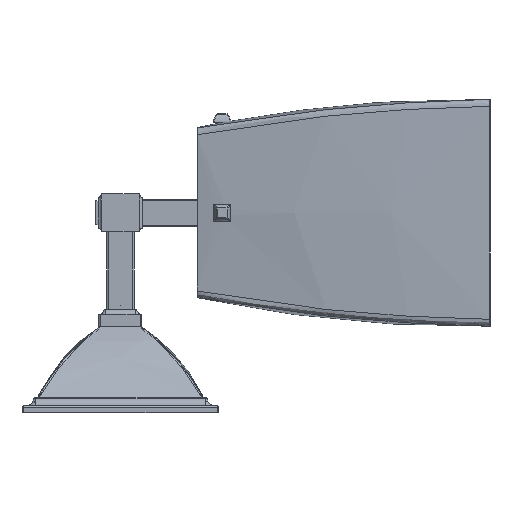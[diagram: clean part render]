
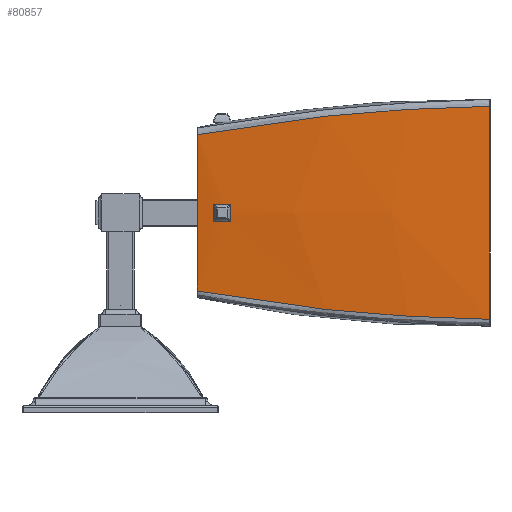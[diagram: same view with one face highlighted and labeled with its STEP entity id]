
A CAD part, left-side view. The second image highlights one B-rep face of the part: STEP entity #80857.
In plain terms, the highlighted free-form (B-spline) face has degree [3, 3] with [5, 4] control points.
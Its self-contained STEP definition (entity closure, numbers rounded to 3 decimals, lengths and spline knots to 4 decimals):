
#79689=CARTESIAN_POINT('',(-7.8855,-1.754,
2.7799));
#79890=CARTESIAN_POINT('',(-8.5355,-8.447,
7.0007));
#79912=CARTESIAN_POINT('',(-8.5355,-8.447,
2.1333));
#80036=CARTESIAN_POINT('',(-7.8855,-1.754,
6.3541));
#80037=CARTESIAN_POINT('',(-7.9622,-2.1829,
6.4325));
#80038=CARTESIAN_POINT('',(-8.1029,-3.0515,
6.5756));
#80039=CARTESIAN_POINT('',(-8.2764,-4.3931,
6.75));
#80040=CARTESIAN_POINT('',(-8.4076,-5.7422,
6.8802));
#80041=CARTESIAN_POINT('',(-8.4969,-7.1047,
6.9667));
#80042=CARTESIAN_POINT('',(-8.5273,-8.0008,
6.9942));
#80043=CARTESIAN_POINT('',(-8.5355,-8.447,
7.0007));
#80045=CARTESIAN_POINT('',(-8.5355,-8.447,
2.1333));
#80046=CARTESIAN_POINT('',(-8.5365,-8.447,
2.9443));
#80047=CARTESIAN_POINT('',(-8.5379,-8.447,
4.567));
#80048=CARTESIAN_POINT('',(-8.5365,-8.447,
6.1897));
#80049=CARTESIAN_POINT('',(-8.5355,-8.447,
7.0007));
#80051=CARTESIAN_POINT('',(-7.8855,-1.754,
2.7799));
#80052=CARTESIAN_POINT('',(-7.9622,-2.1829,
2.7015));
#80053=CARTESIAN_POINT('',(-8.1029,-3.0515,
2.5584));
#80054=CARTESIAN_POINT('',(-8.2764,-4.3931,
2.384));
#80055=CARTESIAN_POINT('',(-8.4076,-5.7422,
2.2538));
#80056=CARTESIAN_POINT('',(-8.4969,-7.1047,
2.1673));
#80057=CARTESIAN_POINT('',(-8.5273,-8.0008,
2.1398));
#80058=CARTESIAN_POINT('',(-8.5355,-8.447,
2.1333));
#80060=CARTESIAN_POINT('',(-7.8855,-1.754,
6.3541));
#80061=CARTESIAN_POINT('',(-7.8897,-1.754,
5.7593));
#80062=CARTESIAN_POINT('',(-7.8952,-1.754,
4.567));
#80063=CARTESIAN_POINT('',(-7.8897,-1.754,
3.3747));
#80064=CARTESIAN_POINT('',(-7.8855,-1.754,
2.7799));
#80066=CARTESIAN_POINT('',(-8.0053,-2.325,4.4095));
#80067=CARTESIAN_POINT('',(-8.0027,-2.311,4.4095));
#80068=CARTESIAN_POINT('',(-7.9974,-2.2832,
4.4133));
#80069=CARTESIAN_POINT('',(-7.9902,-2.2452,
4.4291));
#80070=CARTESIAN_POINT('',(-7.9839,-2.212,
4.4546));
#80071=CARTESIAN_POINT('',(-7.9791,-2.1869,
4.4875));
#80072=CARTESIAN_POINT('',(-7.9761,-2.1711,
4.5259));
#80073=CARTESIAN_POINT('',(-7.9751,-2.1657,
4.5671));
#80074=CARTESIAN_POINT('',(-7.9761,-2.1711,
4.6079));
#80075=CARTESIAN_POINT('',(-7.9791,-2.1868,
4.6462));
#80076=CARTESIAN_POINT('',(-7.9839,-2.2119,
4.6792));
#80077=CARTESIAN_POINT('',(-7.9902,-2.2448,
4.7046));
#80078=CARTESIAN_POINT('',(-7.9974,-2.2832,
4.7208));
#80079=CARTESIAN_POINT('',(-8.0027,-2.311,4.7245));
#80080=CARTESIAN_POINT('',(-8.0053,-2.325,4.7245));
#80082=CARTESIAN_POINT('',(-8.0053,-2.325,4.7245));
#80083=CARTESIAN_POINT('',(-8.0079,-2.3388,4.7245));
#80084=CARTESIAN_POINT('',(-8.0131,-2.3663,
4.7209));
#80085=CARTESIAN_POINT('',(-8.0203,-2.4049,
4.7049));
#80086=CARTESIAN_POINT('',(-8.0264,-2.4379,
4.6794));
#80087=CARTESIAN_POINT('',(-8.0311,-2.4632,
4.6463));
#80088=CARTESIAN_POINT('',(-8.034,-2.479,
4.6079));
#80089=CARTESIAN_POINT('',(-8.035,-2.4843,
4.5668));
#80090=CARTESIAN_POINT('',(-8.034,-2.4789,
4.526));
#80091=CARTESIAN_POINT('',(-8.0311,-2.4632,
4.4877));
#80092=CARTESIAN_POINT('',(-8.0264,-2.4379,
4.4546));
#80093=CARTESIAN_POINT('',(-8.0203,-2.4049,
4.4291));
#80094=CARTESIAN_POINT('',(-8.0131,-2.3663,
4.4131));
#80095=CARTESIAN_POINT('',(-8.0079,-2.3388,4.4095));
#80096=CARTESIAN_POINT('',(-8.0053,-2.325,4.4095));
#80194=VERTEX_POINT('',#80066);
#80195=VERTEX_POINT('',#80080);
#80227=VERTEX_POINT('',#79890);
#80228=VERTEX_POINT('',#80036);
#80230=VERTEX_POINT('',#79912);
#80233=VERTEX_POINT('',#79689);
#80824=CARTESIAN_POINT('',(-8.5367,-8.5147,
7.1045));
#80825=CARTESIAN_POINT('',(-8.4929,-6.2249,
7.0592));
#80826=CARTESIAN_POINT('',(-8.2705,-3.9315,
6.8415));
#80827=CARTESIAN_POINT('',(-7.8731,-1.6883,
6.4549));
#80828=CARTESIAN_POINT('',(-8.5364,-8.5147,
6.2586));
#80829=CARTESIAN_POINT('',(-8.5397,-6.2249,
6.2386));
#80830=CARTESIAN_POINT('',(-8.3182,-3.9315,
6.0936));
#80831=CARTESIAN_POINT('',(-7.8765,-1.6883,
5.8263));
#80832=CARTESIAN_POINT('',(-8.5361,-8.5147,
4.567));
#80833=CARTESIAN_POINT('',(-8.6017,-6.2249,
4.567));
#80834=CARTESIAN_POINT('',(-8.3814,-3.9315,
4.567));
#80835=CARTESIAN_POINT('',(-7.881,-1.6883,
4.567));
#80836=CARTESIAN_POINT('',(-8.5364,-8.5147,
2.8754));
#80837=CARTESIAN_POINT('',(-8.5397,-6.2249,
2.8954));
#80838=CARTESIAN_POINT('',(-8.3182,-3.9315,
3.0404));
#80839=CARTESIAN_POINT('',(-7.8765,-1.6883,
3.3077));
#80840=CARTESIAN_POINT('',(-8.5367,-8.5147,
2.0295));
#80841=CARTESIAN_POINT('',(-8.4929,-6.2249,
2.0748));
#80842=CARTESIAN_POINT('',(-8.2705,-3.9315,
2.2925));
#80843=CARTESIAN_POINT('',(-7.8731,-1.6883,
2.6791));
#80844=B_SPLINE_SURFACE_WITH_KNOTS('',3,3,((#80824,#80825,#80826,#80827),
(#80828,#80829,#80830,#80831),(#80832,#80833,#80834,#80835),(#80836,#80837,
#80838,#80839),(#80840,#80841,#80842,#80843)),.UNSPECIFIED.,.F.,.F.,.F.,(4,1,4),
(4,4),(0.1277,0.25,0.3723),(-0.0017,
0.9758),.UNSPECIFIED.);
#80846=ORIENTED_EDGE('',*,*,#80845,.T.);
#80847=ORIENTED_EDGE('',*,*,#80617,.F.);
#80849=ORIENTED_EDGE('',*,*,#80848,.F.);
#80850=ORIENTED_EDGE('',*,*,#80366,.F.);
#80851=EDGE_LOOP('',(#80846,#80847,#80849,#80850));
#80852=FACE_OUTER_BOUND('',#80851,.F.);
#80853=ORIENTED_EDGE('',*,*,#80776,.F.);
#80854=ORIENTED_EDGE('',*,*,#80805,.F.);
#80855=EDGE_LOOP('',(#80853,#80854));
#80856=FACE_BOUND('',#80855,.F.);
#80857=ADVANCED_FACE('',(#80852,#80856),#80844,.F.);
#80044=B_SPLINE_CURVE_WITH_KNOTS('',3,(#80036,#80037,#80038,#80039,#80040,
#80041,#80042,#80043),.UNSPECIFIED.,.F.,.F.,(4,1,1,1,1,4),(0.,0.2,0.4,
0.6,0.8,1.),.UNSPECIFIED.);
#80050=B_SPLINE_CURVE_WITH_KNOTS('',3,(#80045,#80046,#80047,#80048,#80049),
.UNSPECIFIED.,.F.,.F.,(4,1,4),(0.,0.5,1.),.UNSPECIFIED.);
#80059=B_SPLINE_CURVE_WITH_KNOTS('',3,(#80051,#80052,#80053,#80054,#80055,
#80056,#80057,#80058),.UNSPECIFIED.,.F.,.F.,(4,1,1,1,1,4),(0.,0.2,0.4,
0.6,0.8,1.),.UNSPECIFIED.);
#80065=B_SPLINE_CURVE_WITH_KNOTS('',3,(#80060,#80061,#80062,#80063,#80064),
.UNSPECIFIED.,.F.,.F.,(4,1,4),(0.,0.5,1.),.UNSPECIFIED.);
#80081=B_SPLINE_CURVE_WITH_KNOTS('',3,(#80066,#80067,#80068,#80069,#80070,
#80071,#80072,#80073,#80074,#80075,#80076,#80077,#80078,#80079,#80080),
.UNSPECIFIED.,.F.,.F.,(4,1,1,1,1,1,1,1,1,1,1,1,4),(0.,0.0833,
0.1667,0.25,0.3333,0.4167,0.5,
0.5833,0.6667,0.75,0.8333,0.9167,
1.),.UNSPECIFIED.);
#80097=B_SPLINE_CURVE_WITH_KNOTS('',3,(#80082,#80083,#80084,#80085,#80086,
#80087,#80088,#80089,#80090,#80091,#80092,#80093,#80094,#80095,#80096),
.UNSPECIFIED.,.F.,.F.,(4,1,1,1,1,1,1,1,1,1,1,1,4),(0.,0.0833,
0.1667,0.25,0.3333,0.4167,0.5,
0.5833,0.6667,0.75,0.8333,0.9167,
1.),.UNSPECIFIED.);
#80366=EDGE_CURVE('',#80228,#80233,#80065,.T.);
#80617=EDGE_CURVE('',#80230,#80227,#80050,.T.);
#80776=EDGE_CURVE('',#80194,#80195,#80081,.T.);
#80805=EDGE_CURVE('',#80195,#80194,#80097,.T.);
#80845=EDGE_CURVE('',#80228,#80227,#80044,.T.);
#80848=EDGE_CURVE('',#80233,#80230,#80059,.T.);
